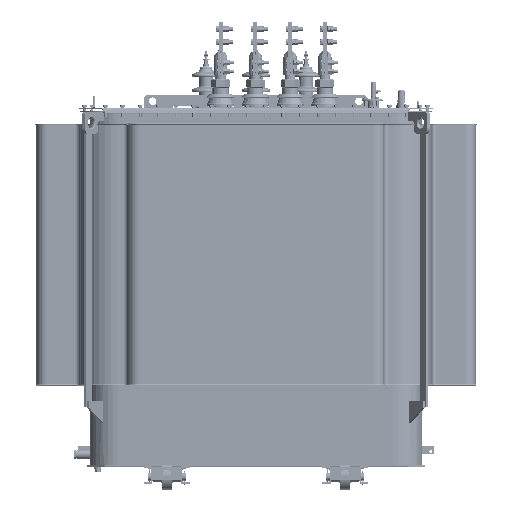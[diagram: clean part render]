
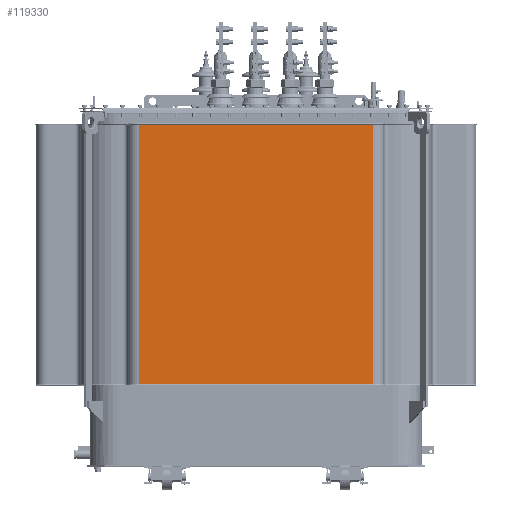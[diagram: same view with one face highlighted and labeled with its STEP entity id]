
A CAD part, top view. The second image highlights one B-rep face of the part: STEP entity #119330.
In plain terms, the highlighted planar face has unit normal (0, 0, 1).
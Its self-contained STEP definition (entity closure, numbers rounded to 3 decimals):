
#13160=LINE('',#255874,#19599);
#13161=LINE('',#255877,#19600);
#13162=LINE('',#255879,#19601);
#13163=LINE('',#255880,#19602);
#19599=VECTOR('',#156282,1200.);
#19600=VECTOR('',#156285,1080.);
#19601=VECTOR('',#156286,1080.);
#19602=VECTOR('',#156287,1200.);
#22905=PLANE('',#129545);
#36921=FACE_OUTER_BOUND('',#46765,.T.);
#46765=EDGE_LOOP('',(#104605,#104606,#104607,#104608));
#58694=VERTEX_POINT('',#255870);
#58695=VERTEX_POINT('',#255872);
#58696=VERTEX_POINT('',#255876);
#58697=VERTEX_POINT('',#255878);
#74000=EDGE_CURVE('',#58694,#58695,#13160,.T.);
#74001=EDGE_CURVE('',#58694,#58696,#13161,.T.);
#74002=EDGE_CURVE('',#58697,#58695,#13162,.T.);
#74003=EDGE_CURVE('',#58696,#58697,#13163,.T.);
#104605=ORIENTED_EDGE('',*,*,#74001,.F.);
#104606=ORIENTED_EDGE('',*,*,#74000,.T.);
#104607=ORIENTED_EDGE('',*,*,#74002,.F.);
#104608=ORIENTED_EDGE('',*,*,#74003,.F.);
#119330=ADVANCED_FACE('',(#36921),#22905,.T.);
#129545=AXIS2_PLACEMENT_3D('',#255875,#156283,#156284);
#156282=DIRECTION('',(0.,-1.,0.));
#156283=DIRECTION('center_axis',(0.,0.,
1.));
#156284=DIRECTION('ref_axis',(-1.,0.,0.));
#156285=DIRECTION('',(1.,0.,0.));
#156286=DIRECTION('',(-1.,0.,0.));
#156287=DIRECTION('',(0.,-1.,0.));
#255870=CARTESIAN_POINT('',(-540.,1576.,612.4));
#255872=CARTESIAN_POINT('',(-540.,376.,612.4));
#255874=CARTESIAN_POINT('',(-540.,1576.,612.4));
#255875=CARTESIAN_POINT('Origin',(540.,1576.,612.4));
#255876=CARTESIAN_POINT('',(540.,1576.,612.4));
#255877=CARTESIAN_POINT('',(-540.,1576.,612.4));
#255878=CARTESIAN_POINT('',(540.,376.,612.4));
#255879=CARTESIAN_POINT('',(-540.,376.,612.4));
#255880=CARTESIAN_POINT('',(540.,1576.,612.4));
